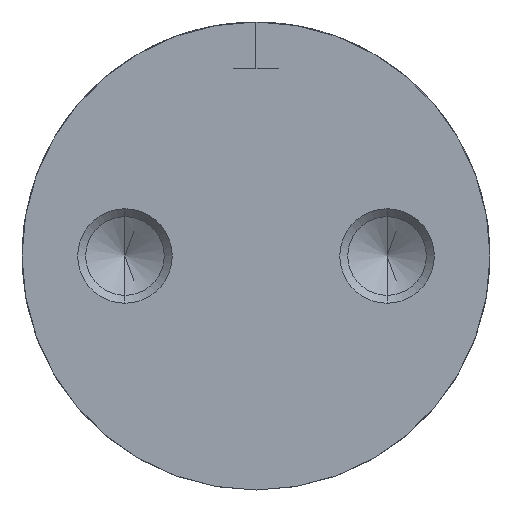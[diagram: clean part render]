
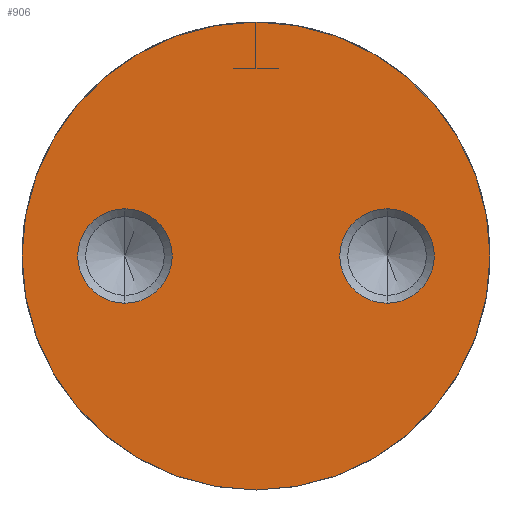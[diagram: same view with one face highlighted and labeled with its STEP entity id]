
A CAD part, left-side view. The second image highlights one B-rep face of the part: STEP entity #906.
In plain terms, the highlighted planar face has unit normal (-1, 0, 0).
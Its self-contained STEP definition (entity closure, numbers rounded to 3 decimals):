
#34 = ORIENTED_EDGE ( 'NONE', *, *, #1148, .F. ) ;
#86 = ORIENTED_EDGE ( 'NONE', *, *, #1764, .F. ) ;
#87 = VERTEX_POINT ( 'NONE', #461 ) ;
#109 = DIRECTION ( 'NONE',  ( 1., 0., 0. ) ) ;
#165 = EDGE_LOOP ( 'NONE', ( #286, #1224 ) ) ;
#194 = VERTEX_POINT ( 'NONE', #1462 ) ;
#218 = AXIS2_PLACEMENT_3D ( 'NONE', #375, #1347, #1059 ) ;
#236 = ORIENTED_EDGE ( 'NONE', *, *, #889, .F. ) ;
#266 = DIRECTION ( 'NONE',  ( -1., 0., 0. ) ) ;
#270 = EDGE_CURVE ( 'NONE', #511, #194, #416, .T. ) ;
#286 = ORIENTED_EDGE ( 'NONE', *, *, #480, .F. ) ;
#360 = VERTEX_POINT ( 'NONE', #1229 ) ;
#375 = CARTESIAN_POINT ( 'NONE',  ( -45.2, 7., 0. ) ) ;
#391 = CARTESIAN_POINT ( 'NONE',  ( -45.2, 0., 0. ) ) ;
#416 = CIRCLE ( 'NONE', #868, 2.525 ) ;
#443 = CARTESIAN_POINT ( 'NONE',  ( -45.2, -7., 2.525 ) ) ;
#461 = CARTESIAN_POINT ( 'NONE',  ( -45.2, -7., -2.525 ) ) ;
#480 = EDGE_CURVE ( 'NONE', #1070, #87, #1586, .T. ) ;
#501 = CARTESIAN_POINT ( 'NONE',  ( -45.2, 0., -12.5 ) ) ;
#511 = VERTEX_POINT ( 'NONE', #568 ) ;
#513 = CIRCLE ( 'NONE', #1418, 12.5 ) ;
#568 = CARTESIAN_POINT ( 'NONE',  ( -45.2, 7., 2.525 ) ) ;
#593 = DIRECTION ( 'NONE',  ( 0., 0., 1. ) ) ;
#656 = CARTESIAN_POINT ( 'NONE',  ( -45.2, 0., 0. ) ) ;
#716 = CARTESIAN_POINT ( 'NONE',  ( -45.2, 7., 0. ) ) ;
#822 = PLANE ( 'NONE',  #1285 ) ;
#848 = FACE_BOUND ( 'NONE', #165, .T. ) ;
#855 = DIRECTION ( 'NONE',  ( -1., 0., 0. ) ) ;
#868 = AXIS2_PLACEMENT_3D ( 'NONE', #716, #855, #979 ) ;
#889 = EDGE_CURVE ( 'NONE', #1330, #360, #513, .T. ) ;
#906 = ADVANCED_FACE ( 'NONE', ( #1333, #848, #983 ), #822, .T. ) ;
#933 = CIRCLE ( 'NONE', #1471, 2.525 ) ;
#944 = EDGE_CURVE ( 'NONE', #87, #1070, #933, .T. ) ;
#949 = CIRCLE ( 'NONE', #1463, 12.5 ) ;
#970 = DIRECTION ( 'NONE',  ( 1., 0., 0. ) ) ;
#979 = DIRECTION ( 'NONE',  ( 0., 0., 1. ) ) ;
#983 = FACE_OUTER_BOUND ( 'NONE', #1653, .T. ) ;
#999 = DIRECTION ( 'NONE',  ( -1., 0., 0. ) ) ;
#1003 = CIRCLE ( 'NONE', #218, 2.525 ) ;
#1059 = DIRECTION ( 'NONE',  ( 0., 0., 1. ) ) ;
#1070 = VERTEX_POINT ( 'NONE', #443 ) ;
#1089 = DIRECTION ( 'NONE',  ( 0., 0., -1. ) ) ;
#1148 = EDGE_CURVE ( 'NONE', #360, #1330, #949, .T. ) ;
#1158 = DIRECTION ( 'NONE',  ( -1., 0., 0. ) ) ;
#1170 = CARTESIAN_POINT ( 'NONE',  ( -45.2, 12.5, 0. ) ) ;
#1224 = ORIENTED_EDGE ( 'NONE', *, *, #944, .F. ) ;
#1229 = CARTESIAN_POINT ( 'NONE',  ( -45.2, 0., 12.5 ) ) ;
#1285 = AXIS2_PLACEMENT_3D ( 'NONE', #1170, #999, #593 ) ;
#1291 = ORIENTED_EDGE ( 'NONE', *, *, #270, .F. ) ;
#1325 = AXIS2_PLACEMENT_3D ( 'NONE', #1393, #266, #1513 ) ;
#1330 = VERTEX_POINT ( 'NONE', #501 ) ;
#1333 = FACE_BOUND ( 'NONE', #1446, .T. ) ;
#1347 = DIRECTION ( 'NONE',  ( -1., 0., 0. ) ) ;
#1377 = DIRECTION ( 'NONE',  ( 0., 0., -1. ) ) ;
#1393 = CARTESIAN_POINT ( 'NONE',  ( -45.2, -7., 0. ) ) ;
#1418 = AXIS2_PLACEMENT_3D ( 'NONE', #656, #109, #1089 ) ;
#1446 = EDGE_LOOP ( 'NONE', ( #1291, #86 ) ) ;
#1462 = CARTESIAN_POINT ( 'NONE',  ( -45.2, 7., -2.525 ) ) ;
#1463 = AXIS2_PLACEMENT_3D ( 'NONE', #391, #970, #1377 ) ;
#1471 = AXIS2_PLACEMENT_3D ( 'NONE', #1718, #1158, #1576 ) ;
#1513 = DIRECTION ( 'NONE',  ( 0., 0., 1. ) ) ;
#1576 = DIRECTION ( 'NONE',  ( 0., 0., 1. ) ) ;
#1586 = CIRCLE ( 'NONE', #1325, 2.525 ) ;
#1653 = EDGE_LOOP ( 'NONE', ( #236, #34 ) ) ;
#1718 = CARTESIAN_POINT ( 'NONE',  ( -45.2, -7., 0. ) ) ;
#1764 = EDGE_CURVE ( 'NONE', #194, #511, #1003, .T. ) ;
